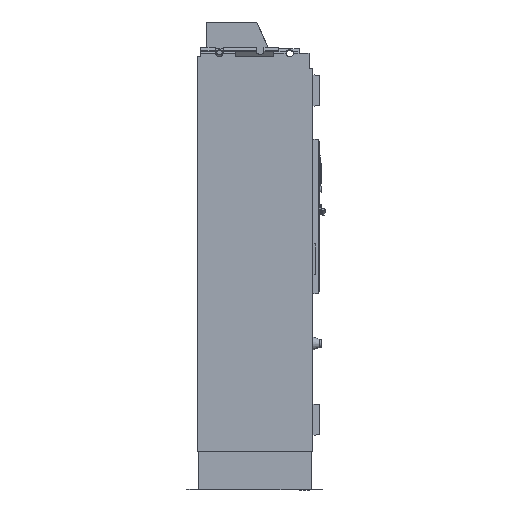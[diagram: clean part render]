
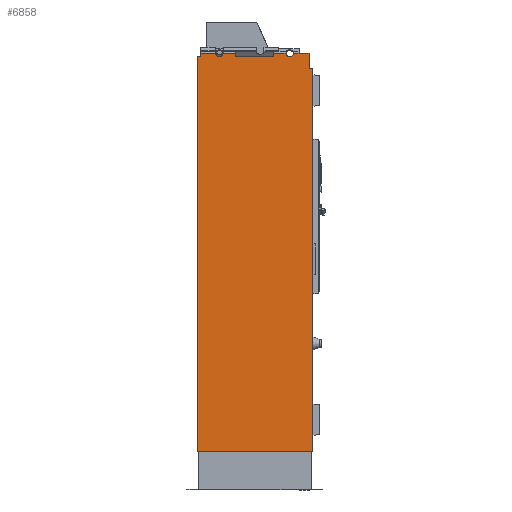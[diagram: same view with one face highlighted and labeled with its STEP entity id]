
A CAD part, left-side view. The second image highlights one B-rep face of the part: STEP entity #6858.
In plain terms, the highlighted planar face has unit normal (-1, 0, 0).
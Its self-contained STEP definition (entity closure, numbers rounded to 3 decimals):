
#5504=FACE_OUTER_BOUND('',#10440,.T.);
#6858=ADVANCED_FACE('',(#5504),#8249,.T.);
#8249=PLANE('',#34371);
#10440=EDGE_LOOP('',(#15247,#15248,#15249,#15250,#15251,#15252,#15253,#15254,
#15255,#15256,#15257,#15258,#15259,#15260,#15261,#15262,#15263,#15264,#15265));
#11870=CIRCLE('',#34292,20.);
#11874=CIRCLE('',#34302,20.);
#15247=ORIENTED_EDGE('',*,*,#24675,.F.);
#15248=ORIENTED_EDGE('',*,*,#24668,.T.);
#15249=ORIENTED_EDGE('',*,*,#24679,.F.);
#15250=ORIENTED_EDGE('',*,*,#24680,.F.);
#15251=ORIENTED_EDGE('',*,*,#24676,.F.);
#15252=ORIENTED_EDGE('',*,*,#24636,.T.);
#15253=ORIENTED_EDGE('',*,*,#24528,.T.);
#15254=ORIENTED_EDGE('',*,*,#24444,.T.);
#15255=ORIENTED_EDGE('',*,*,#24534,.T.);
#15256=ORIENTED_EDGE('',*,*,#24442,.T.);
#15257=ORIENTED_EDGE('',*,*,#24539,.T.);
#15258=ORIENTED_EDGE('',*,*,#24543,.T.);
#15259=ORIENTED_EDGE('',*,*,#24545,.T.);
#15260=ORIENTED_EDGE('',*,*,#24440,.T.);
#15261=ORIENTED_EDGE('',*,*,#24550,.T.);
#15262=ORIENTED_EDGE('',*,*,#24436,.T.);
#15263=ORIENTED_EDGE('',*,*,#24557,.T.);
#15264=ORIENTED_EDGE('',*,*,#24559,.T.);
#15265=ORIENTED_EDGE('',*,*,#24646,.T.);
#21286=VERTEX_POINT('',#53094);
#21324=VERTEX_POINT('',#53323);
#21325=VERTEX_POINT('',#53325);
#21326=VERTEX_POINT('',#53332);
#21327=VERTEX_POINT('',#53337);
#21328=VERTEX_POINT('',#53341);
#21329=VERTEX_POINT('',#53343);
#21330=VERTEX_POINT('',#53350);
#21396=VERTEX_POINT('',#53662);
#21402=VERTEX_POINT('',#53689);
#21404=VERTEX_POINT('',#53695);
#21411=VERTEX_POINT('',#53727);
#21412=VERTEX_POINT('',#53731);
#21457=VERTEX_POINT('',#53898);
#21462=VERTEX_POINT('',#53916);
#21473=VERTEX_POINT('',#53960);
#21474=VERTEX_POINT('',#53962);
#21480=VERTEX_POINT('',#53978);
#21481=VERTEX_POINT('',#53982);
#24436=EDGE_CURVE('',#21325,#21324,#28127,.T.);
#24440=EDGE_CURVE('',#21326,#21327,#28128,.T.);
#24442=EDGE_CURVE('',#21329,#21328,#28129,.T.);
#24444=EDGE_CURVE('',#21286,#21330,#28130,.T.);
#24528=EDGE_CURVE('',#21396,#21286,#28184,.T.);
#24534=EDGE_CURVE('',#21330,#21329,#11870,.T.);
#24539=EDGE_CURVE('',#21328,#21402,#28190,.T.);
#24543=EDGE_CURVE('',#21402,#21404,#28194,.T.);
#24545=EDGE_CURVE('',#21404,#21326,#28196,.T.);
#24550=EDGE_CURVE('',#21327,#21325,#11874,.T.);
#24557=EDGE_CURVE('',#21324,#21411,#28202,.T.);
#24559=EDGE_CURVE('',#21411,#21412,#28204,.T.);
#24636=EDGE_CURVE('',#21457,#21396,#28266,.T.);
#24646=EDGE_CURVE('',#21412,#21462,#28276,.T.);
#24668=EDGE_CURVE('',#21474,#21473,#28298,.T.);
#24675=EDGE_CURVE('',#21474,#21462,#28304,.T.);
#24676=EDGE_CURVE('',#21457,#21480,#28305,.T.);
#24679=EDGE_CURVE('',#21481,#21473,#28308,.T.);
#24680=EDGE_CURVE('',#21480,#21481,#28309,.T.);
#28127=LINE('',#53324,#31464);
#28128=LINE('',#53338,#31465);
#28129=LINE('',#53342,#31466);
#28130=LINE('',#53349,#31467);
#28184=LINE('',#53661,#31521);
#28190=LINE('',#53688,#31527);
#28194=LINE('',#53697,#31531);
#28196=LINE('',#53700,#31533);
#28202=LINE('',#53728,#31539);
#28204=LINE('',#53733,#31541);
#28266=LINE('',#53897,#31603);
#28276=LINE('',#53917,#31613);
#28298=LINE('',#53961,#31635);
#28304=LINE('',#53976,#31641);
#28305=LINE('',#53977,#31642);
#28308=LINE('',#53983,#31645);
#28309=LINE('',#53985,#31646);
#31464=VECTOR('',#38192,1.);
#31465=VECTOR('',#38197,1.);
#31466=VECTOR('',#38202,1.);
#31467=VECTOR('',#38205,1.);
#31521=VECTOR('',#38311,1.);
#31527=VECTOR('',#38331,1.);
#31531=VECTOR('',#38337,1.);
#31533=VECTOR('',#38341,1.);
#31539=VECTOR('',#38363,1.);
#31541=VECTOR('',#38367,1.);
#31603=VECTOR('',#38515,1.);
#31613=VECTOR('',#38533,1.);
#31635=VECTOR('',#38577,1.);
#31641=VECTOR('',#38589,1.);
#31642=VECTOR('',#38590,1.);
#31645=VECTOR('',#38595,1.);
#31646=VECTOR('',#38598,1.);
#34292=AXIS2_PLACEMENT_3D('',#53676,#38320,#38321);
#34302=AXIS2_PLACEMENT_3D('',#53712,#38350,#38351);
#34371=AXIS2_PLACEMENT_3D('',#53986,#38599,#38600);
#38192=DIRECTION('',(0.,1.,0.));
#38197=DIRECTION('',(0.,1.,0.));
#38202=DIRECTION('',(0.,1.,0.));
#38205=DIRECTION('',(0.,1.,0.));
#38311=DIRECTION('',(0.,1.,0.));
#38320=DIRECTION('',(1.,0.,0.));
#38321=DIRECTION('',(0.,0.,1.));
#38331=DIRECTION('',(0.,0.,-1.));
#38337=DIRECTION('',(0.,1.,0.));
#38341=DIRECTION('',(0.,0.,1.));
#38350=DIRECTION('',(1.,0.,0.));
#38351=DIRECTION('',(0.,0.,1.));
#38363=DIRECTION('',(0.,0.,-1.));
#38367=DIRECTION('',(0.,1.,0.));
#38515=DIRECTION('',(0.,0.,1.));
#38533=DIRECTION('',(0.,0.,-1.));
#38577=DIRECTION('',(0.,0.,-1.));
#38589=DIRECTION('',(0.,-1.,0.));
#38590=DIRECTION('',(0.,-1.,0.));
#38595=DIRECTION('',(0.,1.,0.));
#38598=DIRECTION('',(0.,0.,-1.));
#38599=DIRECTION('',(-1.,0.,0.));
#38600=DIRECTION('',(0.,0.,1.));
#53094=CARTESIAN_POINT('',(-1750.,68.,1978.988));
#53323=CARTESIAN_POINT('',(-1750.,582.5,1978.975));
#53324=CARTESIAN_POINT('',(-1750.,300.,1978.975));
#53325=CARTESIAN_POINT('',(-1750.,503.983,1978.975));
#53332=CARTESIAN_POINT('',(-1750.,400.,1978.975));
#53337=CARTESIAN_POINT('',(-1750.,464.017,1978.975));
#53338=CARTESIAN_POINT('',(-1750.,300.,1978.975));
#53341=CARTESIAN_POINT('',(-1750.,200.,1978.975));
#53342=CARTESIAN_POINT('',(-1750.,300.,1978.975));
#53343=CARTESIAN_POINT('',(-1750.,135.983,1978.975));
#53349=CARTESIAN_POINT('',(-1750.,300.,1978.975));
#53350=CARTESIAN_POINT('',(-1750.,96.017,1978.975));
#53661=CARTESIAN_POINT('',(-1750.,300.,1979.));
#53662=CARTESIAN_POINT('',(-1750.,16.,1979.));
#53676=CARTESIAN_POINT('',(-1750.,116.,1979.798));
#53688=CARTESIAN_POINT('',(-1750.,200.,1932.5));
#53689=CARTESIAN_POINT('',(-1750.,200.,1959.5));
#53695=CARTESIAN_POINT('',(-1750.,400.,1959.5));
#53697=CARTESIAN_POINT('',(-1750.,300.,1959.5));
#53700=CARTESIAN_POINT('',(-1750.,400.,1932.5));
#53712=CARTESIAN_POINT('',(-1750.,484.,1979.798));
#53727=CARTESIAN_POINT('',(-1750.,582.5,1962.5));
#53728=CARTESIAN_POINT('',(-1750.,582.5,1932.5));
#53731=CARTESIAN_POINT('',(-1750.,598.498,1962.5));
#53733=CARTESIAN_POINT('',(-1750.,300.,1962.5));
#53897=CARTESIAN_POINT('',(-1750.,16.,1932.5));
#53898=CARTESIAN_POINT('',(-1750.,16.,1899.5));
#53916=CARTESIAN_POINT('',(-1750.,598.498,1899.5));
#53917=CARTESIAN_POINT('',(-1750.,598.498,1932.5));
#53960=CARTESIAN_POINT('',(-1750.,600.,-100.));
#53961=CARTESIAN_POINT('',(-1750.,600.,1932.5));
#53962=CARTESIAN_POINT('',(-1750.,600.,1899.5));
#53976=CARTESIAN_POINT('',(-1750.,600.,1899.5));
#53977=CARTESIAN_POINT('',(-1750.,600.,1899.5));
#53978=CARTESIAN_POINT('',(-1750.,0.,1899.5));
#53982=CARTESIAN_POINT('',(-1750.,0.,-100.));
#53983=CARTESIAN_POINT('',(-1750.,600.,-100.));
#53985=CARTESIAN_POINT('',(-1750.,0.,0.));
#53986=CARTESIAN_POINT('',(-1750.,300.,1932.5));
